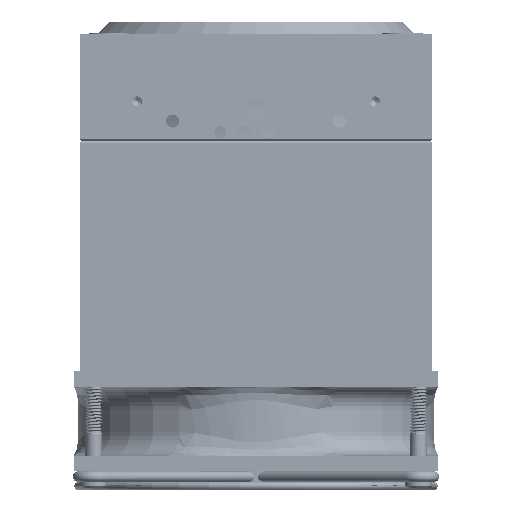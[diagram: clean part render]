
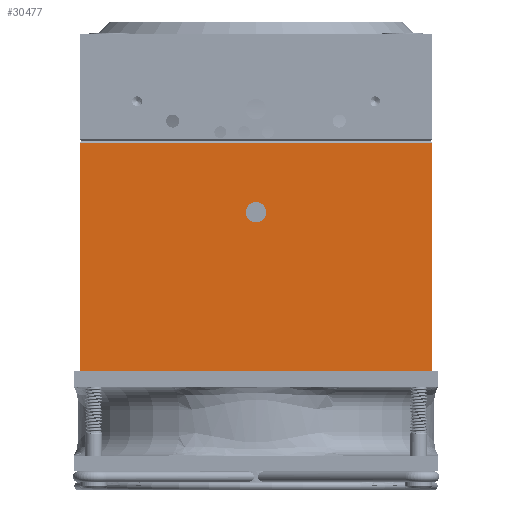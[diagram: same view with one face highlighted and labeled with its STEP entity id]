
A CAD part, left-side view. The second image highlights one B-rep face of the part: STEP entity #30477.
In plain terms, the highlighted planar face has unit normal (-1, 0, 0).
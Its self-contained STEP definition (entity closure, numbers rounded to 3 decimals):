
#1721 = ORIENTED_EDGE ( 'NONE', *, *, #64649, .F. ) ;
#1751 = EDGE_CURVE ( 'NONE', #116750, #82475, #115581, .T. ) ;
#2130 = ORIENTED_EDGE ( 'NONE', *, *, #151560, .T. ) ;
#3091 = AXIS2_PLACEMENT_3D ( 'NONE', #53727, #79832, #140207 ) ;
#4316 = CARTESIAN_POINT ( 'NONE',  ( -47.381, 62.247, 87.635 ) ) ;
#4424 = CARTESIAN_POINT ( 'NONE',  ( -47.381, 62.247, 87.635 ) ) ;
#11015 = DIRECTION ( 'NONE',  ( 0., -1., 0. ) ) ;
#12598 = DIRECTION ( 'NONE',  ( -1., 0., 0. ) ) ;
#13036 = VECTOR ( 'NONE', #78711, 1000. ) ;
#16601 = DIRECTION ( 'NONE',  ( 0., 1., 0. ) ) ;
#23295 = CARTESIAN_POINT ( 'NONE',  ( -47.381, -26.753, 140.635 ) ) ;
#24219 = VECTOR ( 'NONE', #34450, 1000. ) ;
#30477 = ADVANCED_FACE ( 'NONE', ( #120945, #99928 ), #144961, .T. ) ;
#32106 = CARTESIAN_POINT ( 'NONE',  ( -47.381, 17.747, 130.188 ) ) ;
#34016 = AXIS2_PLACEMENT_3D ( 'NONE', #35499, #84080, #11015 ) ;
#34450 = DIRECTION ( 'NONE',  ( 0., 0., 1. ) ) ;
#34575 = DIRECTION ( 'NONE',  ( 0., 0., 1. ) ) ;
#35499 = CARTESIAN_POINT ( 'NONE',  ( -47.381, 62.247, 140.635 ) ) ;
#41369 = CARTESIAN_POINT ( 'NONE',  ( -47.381, 62.247, 145.135 ) ) ;
#44367 = ORIENTED_EDGE ( 'NONE', *, *, #114916, .F. ) ;
#45137 = LINE ( 'NONE', #23295, #24219 ) ;
#47570 = EDGE_LOOP ( 'NONE', ( #87309, #84096 ) ) ;
#48444 = LINE ( 'NONE', #4316, #111451 ) ;
#53727 = CARTESIAN_POINT ( 'NONE',  ( -47.381, 17.747, 127.635 ) ) ;
#56578 = CARTESIAN_POINT ( 'NONE',  ( -47.381, 17.747, 125.082 ) ) ;
#61853 = AXIS2_PLACEMENT_3D ( 'NONE', #156689, #12598, #97918 ) ;
#61932 = EDGE_LOOP ( 'NONE', ( #110858, #2130, #1721, #44367 ) ) ;
#64649 = EDGE_CURVE ( 'NONE', #102124, #121923, #85306, .T. ) ;
#75667 = VERTEX_POINT ( 'NONE', #79130 ) ;
#78711 = DIRECTION ( 'NONE',  ( 0., 1., 0. ) ) ;
#79130 = CARTESIAN_POINT ( 'NONE',  ( -47.381, -26.753, 87.635 ) ) ;
#79832 = DIRECTION ( 'NONE',  ( -1., 0., 0. ) ) ;
#82475 = VERTEX_POINT ( 'NONE', #32106 ) ;
#84080 = DIRECTION ( 'NONE',  ( -1., 0., 0. ) ) ;
#84096 = ORIENTED_EDGE ( 'NONE', *, *, #1751, .F. ) ;
#85306 = LINE ( 'NONE', #107186, #92941 ) ;
#87309 = ORIENTED_EDGE ( 'NONE', *, *, #140084, .F. ) ;
#92941 = VECTOR ( 'NONE', #34575, 1000. ) ;
#94961 = CIRCLE ( 'NONE', #61853, 2.553 ) ;
#97918 = DIRECTION ( 'NONE',  ( 0., 0., 1. ) ) ;
#99928 = FACE_OUTER_BOUND ( 'NONE', #61932, .T. ) ;
#102124 = VERTEX_POINT ( 'NONE', #4424 ) ;
#107186 = CARTESIAN_POINT ( 'NONE',  ( -47.381, 62.247, 140.635 ) ) ;
#110858 = ORIENTED_EDGE ( 'NONE', *, *, #157982, .T. ) ;
#111451 = VECTOR ( 'NONE', #16601, 1000. ) ;
#111530 = CARTESIAN_POINT ( 'NONE',  ( -47.381, 62.247, 145.135 ) ) ;
#114916 = EDGE_CURVE ( 'NONE', #75667, #102124, #48444, .T. ) ;
#115581 = CIRCLE ( 'NONE', #3091, 2.553 ) ;
#116750 = VERTEX_POINT ( 'NONE', #56578 ) ;
#117369 = VERTEX_POINT ( 'NONE', #124027 ) ;
#120945 = FACE_BOUND ( 'NONE', #47570, .T. ) ;
#121923 = VERTEX_POINT ( 'NONE', #111530 ) ;
#124027 = CARTESIAN_POINT ( 'NONE',  ( -47.381, -26.753, 145.135 ) ) ;
#140084 = EDGE_CURVE ( 'NONE', #82475, #116750, #94961, .T. ) ;
#140207 = DIRECTION ( 'NONE',  ( 0., 0., 1. ) ) ;
#142924 = LINE ( 'NONE', #41369, #13036 ) ;
#144961 = PLANE ( 'NONE',  #34016 ) ;
#151560 = EDGE_CURVE ( 'NONE', #117369, #121923, #142924, .T. ) ;
#156689 = CARTESIAN_POINT ( 'NONE',  ( -47.381, 17.747, 127.635 ) ) ;
#157982 = EDGE_CURVE ( 'NONE', #75667, #117369, #45137, .T. ) ;
